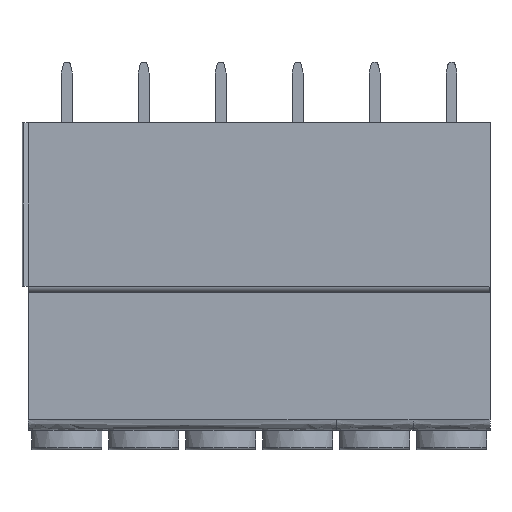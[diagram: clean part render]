
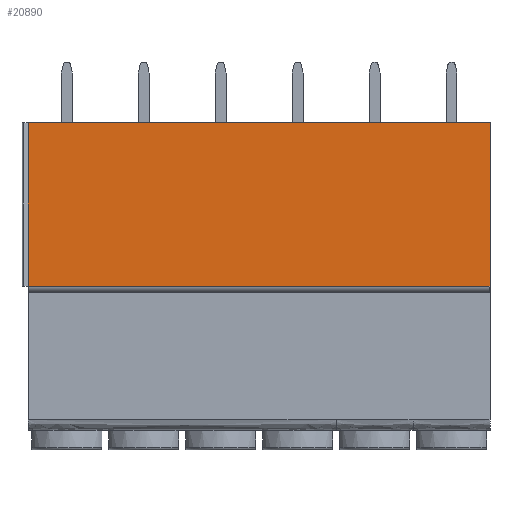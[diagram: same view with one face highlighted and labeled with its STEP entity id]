
A CAD part, front view. The second image highlights one B-rep face of the part: STEP entity #20890.
In plain terms, the highlighted planar face has unit normal (0, -1, 0).
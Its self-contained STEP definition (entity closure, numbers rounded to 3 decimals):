
#18667=CARTESIAN_POINT('',(3.175,-5.93,-13.5));
#18668=VERTEX_POINT('',#18667);
#18676=CARTESIAN_POINT('',(3.175,-5.93,0.));
#18677=VERTEX_POINT('',#18676);
#18678=CARTESIAN_POINT('',(3.175,-5.93,0.));
#18679=DIRECTION('',(0.,0.,-1.));
#18680=VECTOR('',#18679,13.5);
#18681=LINE('',#18678,#18680);
#18682=EDGE_CURVE('',#18677,#18668,#18681,.T.);
#20497=CARTESIAN_POINT('',(41.275,-5.93,0.));
#20498=VERTEX_POINT('',#20497);
#20505=CARTESIAN_POINT('',(41.275,-5.93,-13.5));
#20506=VERTEX_POINT('',#20505);
#20507=CARTESIAN_POINT('',(41.275,-5.93,0.));
#20508=DIRECTION('',(0.,0.,-1.));
#20509=VECTOR('',#20508,13.5);
#20510=LINE('',#20507,#20509);
#20511=EDGE_CURVE('',#20498,#20506,#20510,.T.);
#20863=CARTESIAN_POINT('',(41.275,-5.93,-13.5));
#20864=DIRECTION('',(-1.,0.,0.));
#20865=VECTOR('',#20864,38.1);
#20866=LINE('',#20863,#20865);
#20867=EDGE_CURVE('',#20506,#18668,#20866,.T.);
#20874=CARTESIAN_POINT('',(22.225,-5.93,-6.75));
#20875=DIRECTION('',(0.,0.,-1.));
#20876=DIRECTION('',(0.,-1.,-0.));
#20877=AXIS2_PLACEMENT_3D('',#20874,#20876,#20875);
#20878=PLANE('',#20877);
#20879=ORIENTED_EDGE('',*,*,#20511,.F.);
#20880=CARTESIAN_POINT('',(41.275,-5.93,0.));
#20881=DIRECTION('',(-1.,0.,0.));
#20882=VECTOR('',#20881,38.1);
#20883=LINE('',#20880,#20882);
#20884=EDGE_CURVE('',#20498,#18677,#20883,.T.);
#20885=ORIENTED_EDGE('',*,*,#20884,.T.);
#20886=ORIENTED_EDGE('',*,*,#18682,.T.);
#20887=ORIENTED_EDGE('',*,*,#20867,.F.);
#20888=EDGE_LOOP('',(#20879,#20885,#20886,#20887));
#20889=FACE_OUTER_BOUND('',#20888,.T.);
#20890=ADVANCED_FACE('',(#20889),#20878,.T.);
